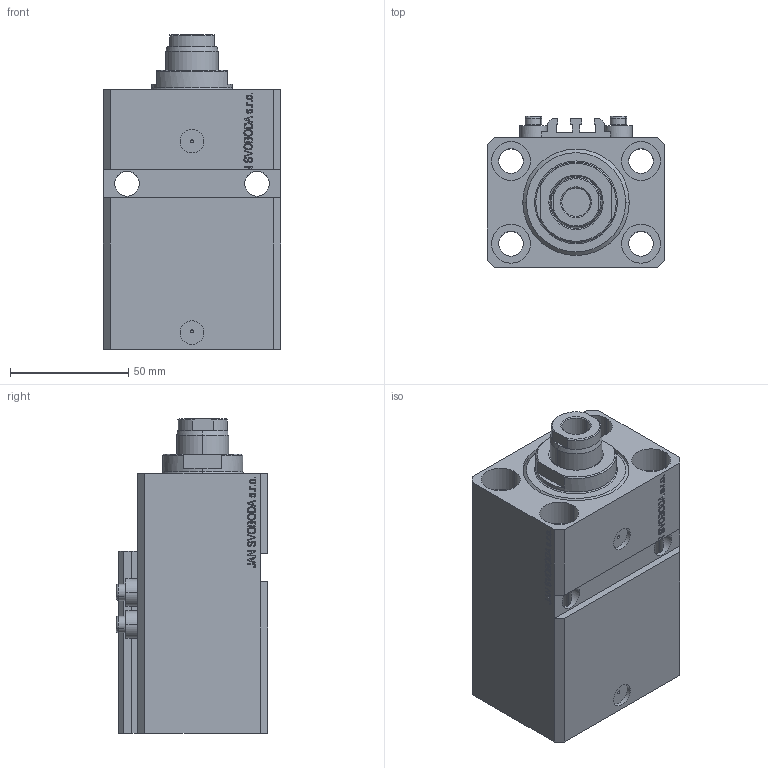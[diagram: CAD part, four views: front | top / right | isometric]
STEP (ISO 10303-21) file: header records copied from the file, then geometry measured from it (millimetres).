
FILE_DESCRIPTION (( 'STEP AP203' ), '1' );
FILE_NAME ('2b94.STEP', '2020-10-09T00:03:13', ( '' ), ( '' ), 'SwSTEP 2.0', 'SolidWorks 2019', '' );
FILE_SCHEMA (( 'CONFIG_CONTROL_DESIGN' ));
Length unit declared in the file: millimetre
Products named in the file (5): 2b94; V250CE_E_vnitrni cast pro vysunuti dece0bac6a6a92c38ba5ba2bc3704533; V250CE_E dece0bac6a6a92c38ba5ba2bc3704533; V250CE_C_VCP dece0bac6a6a92c38ba5ba2bc3704533; ALLEN BOLT V250CE dece0bac6a6a92c38ba5ba2bc3704533
Assembly tree (7 placements, depth 2):
  2b94
    V250CE_E dece0bac6a6a92c38ba5ba2bc3704533
    V250CE_E_vnitrni cast pro vysunuti dece0bac6a6a92c38ba5ba2bc3704533
    ALLEN BOLT V250CE dece0bac6a6a92c38ba5ba2bc3704533  x4
    V250CE_C_VCP dece0bac6a6a92c38ba5ba2bc3704533
Bounding box: 75 x 64 x 133 mm (x, y, z)
Volume: 395577.4 mm3; surface area: 87704.1 mm2
Topology: 7 solids, 7 shells, 1045 faces, 2628 edges, 1706 vertices
Faces by surface type: plane 513, bspline 354, cylinder 112, cone 56, torus 10
Entity records: 46282 total; most frequent: CARTESIAN_POINT 24522, ORIENTED_EDGE 4950, DIRECTION 3191, EDGE_CURVE 2475, VERTEX_POINT 1622, VECTOR 1517, LINE 1517, EDGE_LOOP 1091
